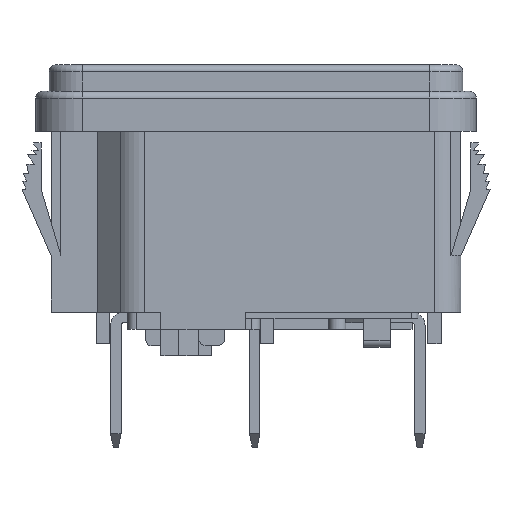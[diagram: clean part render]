
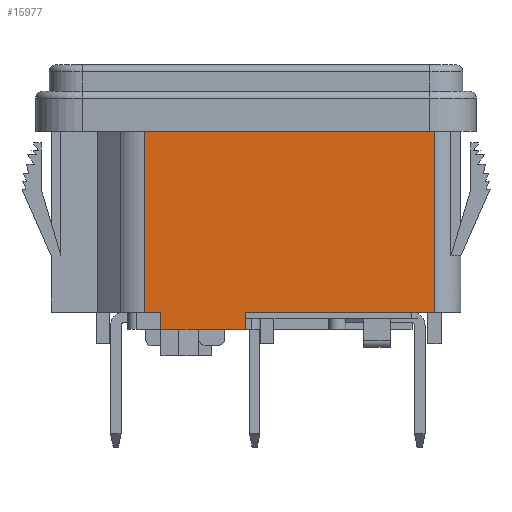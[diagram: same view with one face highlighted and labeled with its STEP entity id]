
A CAD part, left-side view. The second image highlights one B-rep face of the part: STEP entity #15977.
In plain terms, the highlighted planar face has unit normal (-1, 0, 0).
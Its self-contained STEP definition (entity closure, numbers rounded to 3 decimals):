
#1442 = DIRECTION ( 'NONE',  ( 0., 1., 0. ) ) ;
#1443 = VECTOR ( 'NONE', #1442, 1000. ) ;
#1444 = CARTESIAN_POINT ( 'NONE',  ( -84.277, 62.896, 6.1 ) ) ;
#1478 = LINE ( 'NONE', #1444, #1443 ) ;
#1727 = CARTESIAN_POINT ( 'NONE',  ( -84.277, 57.861, 6.1 ) ) ;
#2532 = DIRECTION ( 'NONE',  ( 0., 1., 0. ) ) ;
#2533 = DIRECTION ( 'NONE',  ( 1., 0., 0. ) ) ;
#2534 = CARTESIAN_POINT ( 'NONE',  ( -84.277, 62.896, -7.6 ) ) ;
#2639 = AXIS2_PLACEMENT_3D ( 'NONE', #2534, #2533, #2532 ) ;
#2642 = FACE_OUTER_BOUND ( 'NONE', #15969, .T. ) ;
#2645 = PLANE ( 'NONE',  #2639 ) ;
#3260 = CARTESIAN_POINT ( 'NONE',  ( -84.277, 56.596, -8.9 ) ) ;
#3270 = VECTOR ( 'NONE', #3290, 1000. ) ;
#3278 = LINE ( 'NONE', #3260, #3270 ) ;
#3290 = DIRECTION ( 'NONE',  ( 0., 0., 1. ) ) ;
#3497 = DIRECTION ( 'NONE',  ( 0., 0., 1. ) ) ;
#3498 = VECTOR ( 'NONE', #3497, 1000. ) ;
#3501 = DIRECTION ( 'NONE',  ( 0., 0., -1. ) ) ;
#3502 = VECTOR ( 'NONE', #3501, 1000. ) ;
#3503 = CARTESIAN_POINT ( 'NONE',  ( -84.277, 57.861, -7.6 ) ) ;
#3504 = LINE ( 'NONE', #3503, #3502 ) ;
#3506 = CARTESIAN_POINT ( 'NONE',  ( -84.277, 50.196, -8.9 ) ) ;
#3507 = LINE ( 'NONE', #3506, #3498 ) ;
#15290 = EDGE_CURVE ( 'NONE', #31833, #15366, #1478, .T. ) ;
#15366 = VERTEX_POINT ( 'NONE', #1727 ) ;
#15969 = EDGE_LOOP ( 'NONE', ( #15979, #15975, #16222, #16223, #16270, #16224, #15981, #16288 ) ) ;
#15975 = ORIENTED_EDGE ( 'NONE', *, *, #16333, .T. ) ;
#15977 = ADVANCED_FACE ( 'NONE', ( #2642 ), #2645, .F. ) ;
#15979 = ORIENTED_EDGE ( 'NONE', *, *, #15290, .T. ) ;
#15981 = ORIENTED_EDGE ( 'NONE', *, *, #32768, .F. ) ;
#16208 = EDGE_CURVE ( 'NONE', #32380, #33782, #3278, .T. ) ;
#16222 = ORIENTED_EDGE ( 'NONE', *, *, #33545, .F. ) ;
#16223 = ORIENTED_EDGE ( 'NONE', *, *, #16208, .F. ) ;
#16224 = ORIENTED_EDGE ( 'NONE', *, *, #16334, .T. ) ;
#16270 = ORIENTED_EDGE ( 'NONE', *, *, #32228, .F. ) ;
#16288 = ORIENTED_EDGE ( 'NONE', *, *, #31799, .T. ) ;
#16333 = EDGE_CURVE ( 'NONE', #15366, #33588, #3504, .T. ) ;
#16334 = EDGE_CURVE ( 'NONE', #32266, #32767, #3507, .T. ) ;
#23345 = VECTOR ( 'NONE', #23347, 1000. ) ;
#23347 = DIRECTION ( 'NONE',  ( 0., 1., 0. ) ) ;
#23423 = CARTESIAN_POINT ( 'NONE',  ( -84.277, 35.896, 6.1 ) ) ;
#23514 = DIRECTION ( 'NONE',  ( 0., 0., 1. ) ) ;
#23515 = VECTOR ( 'NONE', #23514, 1000. ) ;
#23517 = CARTESIAN_POINT ( 'NONE',  ( -84.277, 35.896, -7.6 ) ) ;
#23525 = CARTESIAN_POINT ( 'NONE',  ( -84.277, 35.896, -7.6 ) ) ;
#23534 = LINE ( 'NONE', #23517, #23515 ) ;
#23649 = CARTESIAN_POINT ( 'NONE',  ( -84.277, 62.896, -7.6 ) ) ;
#23650 = LINE ( 'NONE', #23649, #23345 ) ;
#23703 = CARTESIAN_POINT ( 'NONE',  ( -84.277, 50.196, -8.9 ) ) ;
#23712 = DIRECTION ( 'NONE',  ( 0., 1., 0. ) ) ;
#23713 = VECTOR ( 'NONE', #23712, 1000. ) ;
#23714 = CARTESIAN_POINT ( 'NONE',  ( -84.277, 50.196, -8.9 ) ) ;
#23721 = LINE ( 'NONE', #23714, #23713 ) ;
#23915 = CARTESIAN_POINT ( 'NONE',  ( -84.277, 50.196, -7.6 ) ) ;
#23930 = CARTESIAN_POINT ( 'NONE',  ( -84.277, 56.596, -8.9 ) ) ;
#24411 = CARTESIAN_POINT ( 'NONE',  ( -84.277, 56.596, -7.6 ) ) ;
#24454 = CARTESIAN_POINT ( 'NONE',  ( -84.277, 57.861, -7.6 ) ) ;
#24461 = DIRECTION ( 'NONE',  ( 0., 1., 0. ) ) ;
#24462 = VECTOR ( 'NONE', #24461, 1000. ) ;
#24463 = CARTESIAN_POINT ( 'NONE',  ( -84.277, 62.896, -7.6 ) ) ;
#24464 = LINE ( 'NONE', #24463, #24462 ) ;
#31795 = VERTEX_POINT ( 'NONE', #23525 ) ;
#31799 = EDGE_CURVE ( 'NONE', #31795, #31833, #23534, .T. ) ;
#31833 = VERTEX_POINT ( 'NONE', #23423 ) ;
#32228 = EDGE_CURVE ( 'NONE', #32266, #32380, #23721, .T. ) ;
#32266 = VERTEX_POINT ( 'NONE', #23703 ) ;
#32380 = VERTEX_POINT ( 'NONE', #23930 ) ;
#32767 = VERTEX_POINT ( 'NONE', #23915 ) ;
#32768 = EDGE_CURVE ( 'NONE', #31795, #32767, #23650, .T. ) ;
#33545 = EDGE_CURVE ( 'NONE', #33782, #33588, #24464, .T. ) ;
#33588 = VERTEX_POINT ( 'NONE', #24454 ) ;
#33782 = VERTEX_POINT ( 'NONE', #24411 ) ;
